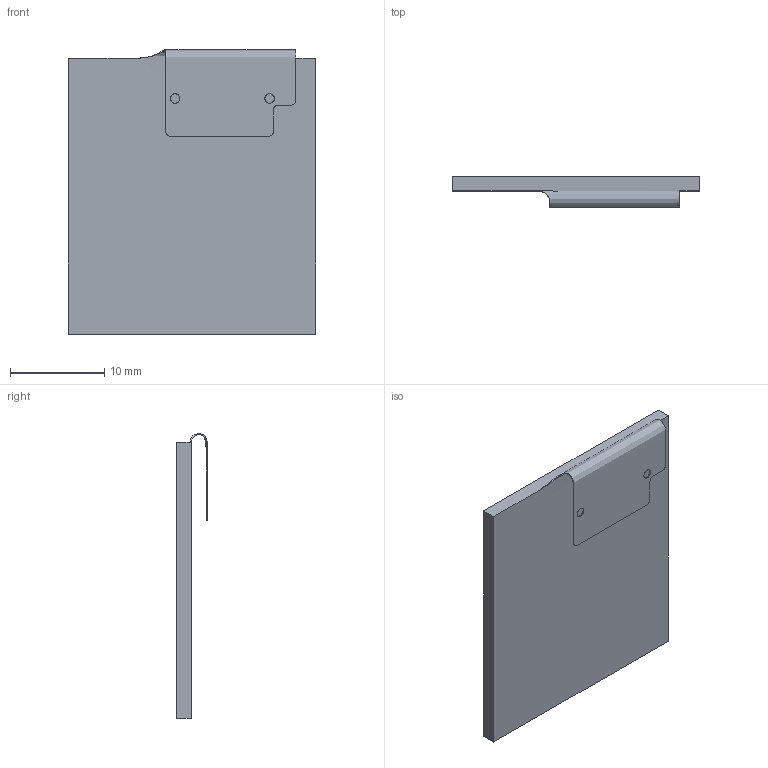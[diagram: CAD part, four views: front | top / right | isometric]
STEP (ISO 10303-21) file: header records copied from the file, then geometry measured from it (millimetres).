
FILE_DESCRIPTION((''),'2;1');
FILE_NAME('MAIN_DISPLAY','2023-02-28T13:30:15',('DylanThrush'),('AGILITY ROBOTICS'),'CREO PARAMETRIC BY PTC INC, 2022284','CREO PARAMETRIC BY PTC INC, 2022284','');
FILE_SCHEMA(('AUTOMOTIVE_DESIGN { 1 0 10303 214 1 1 1 1 }'));
Length unit declared in the file: millimetre
Products named in the file (1): MAIN_DISPLAY
Bounding box: 26.16 x 3.2 x 30.12 mm (x, y, z)
Volume: 1049.9 mm3; surface area: 1984.8 mm2
Topology: 1 solids, 1 shells, 26 faces, 69 edges, 46 vertices
Faces by surface type: plane 15, extrusion 10, bspline 1
Entity records: 1541 total; most frequent: CARTESIAN_POINT 641, ORIENTED_EDGE 138, DIRECTION 83, PRESENTATION_STYLE_ASSIGNMENT 70, STYLED_ITEM 70, CURVE_STYLE 69, EDGE_CURVE 69, VECTOR 53
